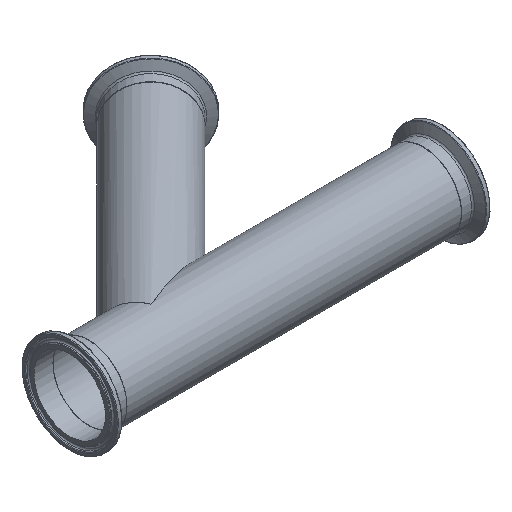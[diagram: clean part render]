
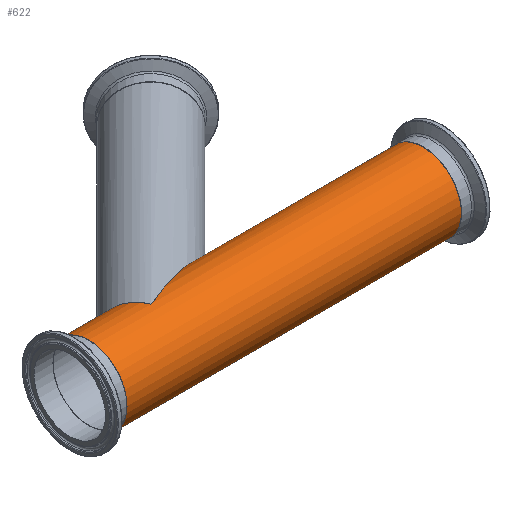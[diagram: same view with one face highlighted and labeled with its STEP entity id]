
A CAD part, isometric view. The second image highlights one B-rep face of the part: STEP entity #622.
In plain terms, the highlighted cylindrical face has radius 25.4 mm (diameter 50.8 mm), a full revolution.
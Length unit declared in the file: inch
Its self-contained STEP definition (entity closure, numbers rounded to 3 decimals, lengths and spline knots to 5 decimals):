
#35=ELLIPSE('',#799,2.61313,1.);
#37=ELLIPSE('',#802,1.08239,1.);
#62=FACE_BOUND('',#165,.T.);
#83=LINE('',#1226,#97);
#97=VECTOR('',#1018,1.);
#106=CYLINDRICAL_SURFACE('',#804,1.);
#131=FACE_OUTER_BOUND('',#164,.T.);
#164=EDGE_LOOP('',(#529,#530,#531,#532,#533,#534));
#165=EDGE_LOOP('',(#535,#536));
#227=CIRCLE('',#789,1.);
#228=CIRCLE('',#790,1.);
#231=CIRCLE('',#794,1.);
#232=CIRCLE('',#795,1.);
#284=VERTEX_POINT('',#1196);
#285=VERTEX_POINT('',#1197);
#288=VERTEX_POINT('',#1205);
#289=VERTEX_POINT('',#1206);
#292=VERTEX_POINT('',#1214);
#293=VERTEX_POINT('',#1215);
#365=EDGE_CURVE('',#284,#285,#227,.T.);
#366=EDGE_CURVE('',#285,#284,#228,.T.);
#369=EDGE_CURVE('',#288,#289,#231,.T.);
#370=EDGE_CURVE('',#289,#288,#232,.T.);
#373=EDGE_CURVE('',#292,#293,#35,.T.);
#377=EDGE_CURVE('',#293,#292,#37,.T.);
#379=EDGE_CURVE('',#289,#285,#83,.T.);
#529=ORIENTED_EDGE('',*,*,#369,.T.);
#530=ORIENTED_EDGE('',*,*,#379,.T.);
#531=ORIENTED_EDGE('',*,*,#366,.T.);
#532=ORIENTED_EDGE('',*,*,#365,.T.);
#533=ORIENTED_EDGE('',*,*,#379,.F.);
#534=ORIENTED_EDGE('',*,*,#370,.T.);
#535=ORIENTED_EDGE('',*,*,#377,.T.);
#536=ORIENTED_EDGE('',*,*,#373,.T.);
#622=ADVANCED_FACE('',(#131,#62),#106,.T.);
#789=AXIS2_PLACEMENT_3D('',#1198,#984,#985);
#790=AXIS2_PLACEMENT_3D('',#1199,#986,#987);
#794=AXIS2_PLACEMENT_3D('',#1207,#994,#995);
#795=AXIS2_PLACEMENT_3D('',#1208,#996,#997);
#799=AXIS2_PLACEMENT_3D('',#1216,#1004,#1005);
#802=AXIS2_PLACEMENT_3D('',#1223,#1012,#1013);
#804=AXIS2_PLACEMENT_3D('',#1225,#1016,#1017);
#984=DIRECTION('center_axis',(1.,0.,0.));
#985=DIRECTION('ref_axis',(0.,1.,0.));
#986=DIRECTION('center_axis',(1.,0.,0.));
#987=DIRECTION('ref_axis',(0.,1.,0.));
#994=DIRECTION('center_axis',(-1.,0.,0.));
#995=DIRECTION('ref_axis',(0.,1.,0.));
#996=DIRECTION('center_axis',(-1.,0.,0.));
#997=DIRECTION('ref_axis',(0.,1.,0.));
#1004=DIRECTION('center_axis',(0.383,-0.924,0.));
#1005=DIRECTION('ref_axis',(0.924,0.383,0.));
#1012=DIRECTION('center_axis',(-0.924,-0.383,0.));
#1013=DIRECTION('ref_axis',(-0.383,0.924,0.));
#1016=DIRECTION('center_axis',(1.,0.,0.));
#1017=DIRECTION('ref_axis',(0.,1.,0.));
#1018=DIRECTION('',(-1.,0.,0.));
#1196=CARTESIAN_POINT('',(0.0625,0.,1.));
#1197=CARTESIAN_POINT('',(0.0625,-1.,0.));
#1198=CARTESIAN_POINT('Origin',(0.0625,0.,0.));
#1199=CARTESIAN_POINT('Origin',(0.0625,0.,0.));
#1205=CARTESIAN_POINT('',(8.8125,0.,-1.));
#1206=CARTESIAN_POINT('',(8.8125,-1.,0.));
#1207=CARTESIAN_POINT('Origin',(8.8125,0.,0.));
#1208=CARTESIAN_POINT('Origin',(8.8125,0.,0.));
#1214=CARTESIAN_POINT('',(1.6875,0.,-1.));
#1215=CARTESIAN_POINT('',(1.6875,0.,1.));
#1216=CARTESIAN_POINT('Origin',(1.6875,0.,0.));
#1223=CARTESIAN_POINT('Origin',(1.6875,0.,0.));
#1225=CARTESIAN_POINT('Origin',(5.07414,0.,0.));
#1226=CARTESIAN_POINT('',(5.07414,-1.,0.));
